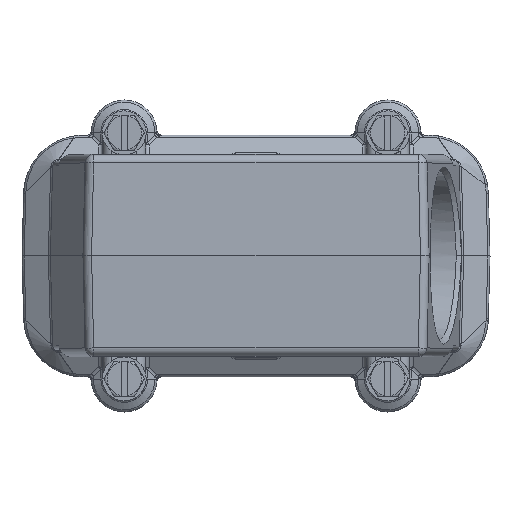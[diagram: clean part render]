
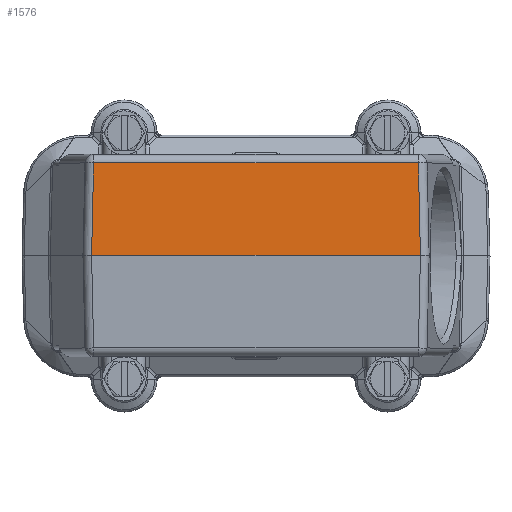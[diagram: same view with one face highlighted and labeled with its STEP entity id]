
A CAD part, top view. The second image highlights one B-rep face of the part: STEP entity #1576.
In plain terms, the highlighted planar face has unit normal (0, 0.026, 1).
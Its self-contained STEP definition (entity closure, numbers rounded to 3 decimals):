
#1576=ADVANCED_FACE('',(#2497),#1877,.T.);
#1877=PLANE('',#12459);
#2497=FACE_OUTER_BOUND('',#3231,.T.);
#3231=EDGE_LOOP('',(#6936,#6937,#6938,#6939));
#6936=ORIENTED_EDGE('',*,*,#9732,.T.);
#6937=ORIENTED_EDGE('',*,*,#8354,.F.);
#6938=ORIENTED_EDGE('',*,*,#8350,.T.);
#6939=ORIENTED_EDGE('',*,*,#8495,.F.);
#7256=VERTEX_POINT('',#16366);
#7257=VERTEX_POINT('',#16370);
#7258=VERTEX_POINT('',#16377);
#7345=VERTEX_POINT('',#17034);
#8350=EDGE_CURVE('',#7257,#7256,#9897,.T.);
#8354=EDGE_CURVE('',#7257,#7258,#9898,.T.);
#8495=EDGE_CURVE('',#7345,#7256,#9954,.T.);
#9732=EDGE_CURVE('',#7345,#7258,#10609,.T.);
#9897=LINE('',#16369,#10741);
#9898=LINE('',#16376,#10742);
#9954=LINE('',#17035,#10798);
#10609=LINE('',#21662,#11453);
#10741=VECTOR('',#12847,1.);
#10742=VECTOR('',#12858,1.);
#10798=VECTOR('',#13052,1.);
#11453=VECTOR('',#15335,1.);
#12459=AXIS2_PLACEMENT_3D('',#21663,#15336,#15337);
#12847=DIRECTION('',(-1.,0.,0.));
#12858=DIRECTION('',(0.022,-0.999,0.026));
#13052=DIRECTION('',(0.022,0.999,-0.026));
#15335=DIRECTION('',(1.,0.,0.));
#15336=DIRECTION('',(0.,0.026,1.));
#15337=DIRECTION('',(1.,0.,0.));
#16366=CARTESIAN_POINT('',(-36.949,21.052,62.447));
#16369=CARTESIAN_POINT('',(36.949,21.052,62.447));
#16370=CARTESIAN_POINT('',(36.949,21.052,62.447));
#16376=CARTESIAN_POINT('',(37.162,11.342,62.702));
#16377=CARTESIAN_POINT('',(37.411,0.,62.999));
#17034=CARTESIAN_POINT('',(-37.411,0.,62.999));
#17035=CARTESIAN_POINT('',(-37.162,11.342,62.702));
#21662=CARTESIAN_POINT('',(14.35,0.,62.999));
#21663=CARTESIAN_POINT('',(0.,10.526,62.723));
